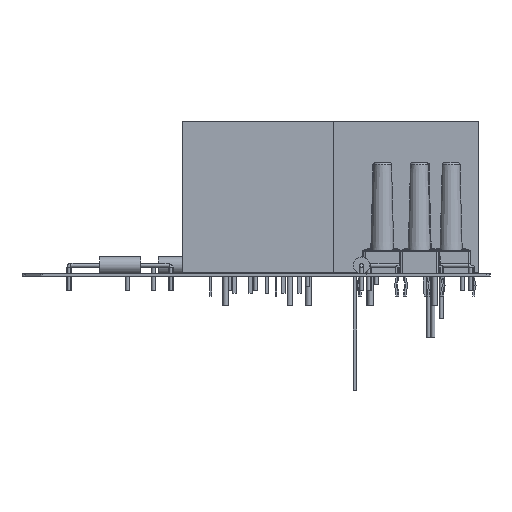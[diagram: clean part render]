
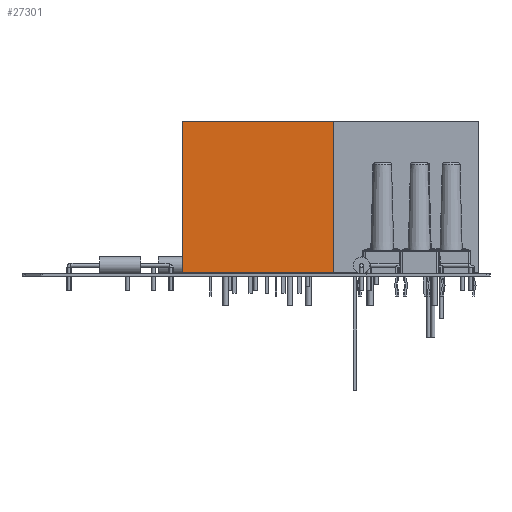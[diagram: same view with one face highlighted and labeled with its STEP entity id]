
A CAD part, left-side view. The second image highlights one B-rep face of the part: STEP entity #27301.
In plain terms, the highlighted face is planar.
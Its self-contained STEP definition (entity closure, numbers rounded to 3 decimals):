
#27301 = ADVANCED_FACE('',(#27302),#27336,.T.);
#27302 = FACE_BOUND('',#27303,.T.);
#27303 = EDGE_LOOP('',(#27304,#27314,#27322,#27330));
#27304 = ORIENTED_EDGE('',*,*,#27305,.T.);
#27305 = EDGE_CURVE('',#27306,#27308,#27310,.T.);
#27306 = VERTEX_POINT('',#27307);
#27307 = CARTESIAN_POINT('',(-6.8,2.5,0.));
#27308 = VERTEX_POINT('',#27309);
#27309 = CARTESIAN_POINT('',(-6.8,2.5,23.6));
#27310 = LINE('',#27311,#27312);
#27311 = CARTESIAN_POINT('',(-6.8,2.5,0.));
#27312 = VECTOR('',#27313,1.);
#27313 = DIRECTION('',(0.,0.,1.));
#27314 = ORIENTED_EDGE('',*,*,#27315,.T.);
#27315 = EDGE_CURVE('',#27308,#27316,#27318,.T.);
#27316 = VERTEX_POINT('',#27317);
#27317 = CARTESIAN_POINT('',(16.8,2.5,23.6));
#27318 = LINE('',#27319,#27320);
#27319 = CARTESIAN_POINT('',(-6.8,2.5,23.6));
#27320 = VECTOR('',#27321,1.);
#27321 = DIRECTION('',(1.,0.,0.));
#27322 = ORIENTED_EDGE('',*,*,#27323,.F.);
#27323 = EDGE_CURVE('',#27324,#27316,#27326,.T.);
#27324 = VERTEX_POINT('',#27325);
#27325 = CARTESIAN_POINT('',(16.8,2.5,0.));
#27326 = LINE('',#27327,#27328);
#27327 = CARTESIAN_POINT('',(16.8,2.5,0.));
#27328 = VECTOR('',#27329,1.);
#27329 = DIRECTION('',(0.,0.,1.));
#27330 = ORIENTED_EDGE('',*,*,#27331,.F.);
#27331 = EDGE_CURVE('',#27306,#27324,#27332,.T.);
#27332 = LINE('',#27333,#27334);
#27333 = CARTESIAN_POINT('',(-6.8,2.5,0.));
#27334 = VECTOR('',#27335,1.);
#27335 = DIRECTION('',(1.,0.,0.));
#27336 = PLANE('',#27337);
#27337 = AXIS2_PLACEMENT_3D('',#27338,#27339,#27340);
#27338 = CARTESIAN_POINT('',(-6.8,2.5,0.));
#27339 = DIRECTION('',(0.,1.,0.));
#27340 = DIRECTION('',(1.,0.,0.));
